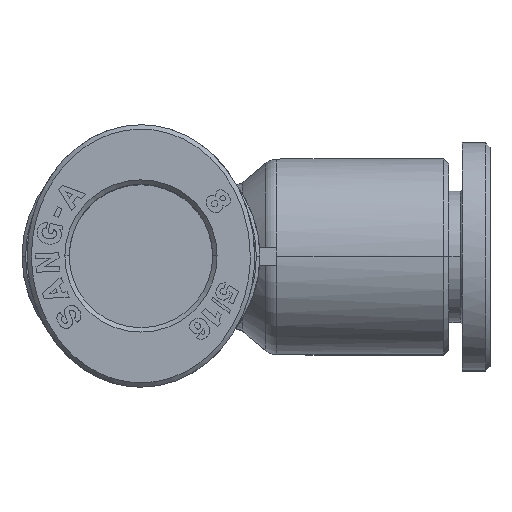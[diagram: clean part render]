
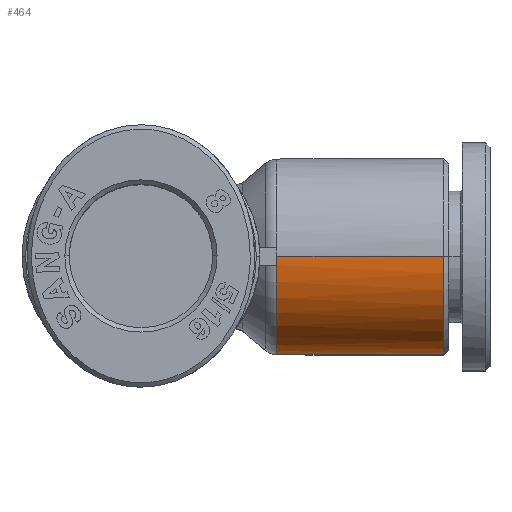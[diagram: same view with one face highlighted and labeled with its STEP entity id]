
A CAD part, top view. The second image highlights one B-rep face of the part: STEP entity #464.
In plain terms, the highlighted cylindrical face has radius 5.6 mm (diameter 11.2 mm), a partial arc.
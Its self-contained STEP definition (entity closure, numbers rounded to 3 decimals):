
#397=CARTESIAN_POINT('',(-2.0,0.0,11.65));
#398=DIRECTION('',(0.0,0.0,1.0));
#399=DIRECTION('',(-1.0,0.0,0.0));
#400=AXIS2_PLACEMENT_3D('',#397,#398,#399);
#401=CYLINDRICAL_SURFACE('',#400,5.6);
#402=CARTESIAN_POINT('',(-7.6,0.,7.715));
#403=VERTEX_POINT('',#402);
#404=CARTESIAN_POINT('',(-7.6,0.,17.25));
#405=VERTEX_POINT('',#404);
#406=CARTESIAN_POINT('',(-7.6,0.,7.715));
#407=DIRECTION('',(0.0,0.0,1.0));
#408=VECTOR('',#407,9.535);
#409=LINE('',#406,#408);
#410=EDGE_CURVE('',#403,#405,#409,.T.);
#411=ORIENTED_EDGE('',*,*,#410,.F.);
#412=CARTESIAN_POINT('',(-7.578,-0.5,7.715));
#413=VERTEX_POINT('',#412);
#414=CARTESIAN_POINT('',(-2.0,0.0,7.715));
#415=DIRECTION('',(0.0,0.0,-1.0));
#416=DIRECTION('',(1.0,0.0,0.0));
#417=AXIS2_PLACEMENT_3D('',#414,#415,#416);
#418=CIRCLE('',#417,5.6);
#419=EDGE_CURVE('',#413,#403,#418,.T.);
#420=ORIENTED_EDGE('',*,*,#419,.F.);
#421=CARTESIAN_POINT('',(3.578,-0.5,7.715));
#422=VERTEX_POINT('',#421);
#423=CARTESIAN_POINT('',(-2.0,0.0,7.715));
#424=DIRECTION('',(0.0,0.0,-1.0));
#425=DIRECTION('',(1.0,0.0,0.0));
#426=AXIS2_PLACEMENT_3D('',#423,#424,#425);
#427=CIRCLE('',#426,5.6);
#428=EDGE_CURVE('',#422,#413,#427,.T.);
#429=ORIENTED_EDGE('',*,*,#428,.F.);
#430=CARTESIAN_POINT('',(3.578,-0.5,15.95));
#431=VERTEX_POINT('',#430);
#432=CARTESIAN_POINT('',(3.578,-0.5,7.715));
#433=DIRECTION('',(0.0,0.0,1.0));
#434=VECTOR('',#433,8.235);
#435=LINE('',#432,#434);
#436=EDGE_CURVE('',#422,#431,#435,.T.);
#437=ORIENTED_EDGE('',*,*,#436,.T.);
#438=CARTESIAN_POINT('',(3.6,0.,15.95));
#439=VERTEX_POINT('',#438);
#440=CARTESIAN_POINT('',(-2.,0.,15.95));
#441=DIRECTION('',(0.0,0.0,-1.0));
#442=DIRECTION('',(-1.0,0.0,0.0));
#443=AXIS2_PLACEMENT_3D('',#440,#441,#442);
#444=CIRCLE('',#443,5.6);
#445=EDGE_CURVE('',#439,#431,#444,.T.);
#446=ORIENTED_EDGE('',*,*,#445,.F.);
#447=CARTESIAN_POINT('',(3.6,0.,17.25));
#448=VERTEX_POINT('',#447);
#449=CARTESIAN_POINT('',(3.6,0.,17.25));
#450=DIRECTION('',(0.0,0.0,-1.0));
#451=VECTOR('',#450,1.3);
#452=LINE('',#449,#451);
#453=EDGE_CURVE('',#448,#439,#452,.T.);
#454=ORIENTED_EDGE('',*,*,#453,.F.);
#455=CARTESIAN_POINT('',(-2.,0.,17.25));
#456=DIRECTION('',(0.0,0.0,1.0));
#457=DIRECTION('',(1.0,0.0,0.0));
#458=AXIS2_PLACEMENT_3D('',#455,#456,#457);
#459=CIRCLE('',#458,5.6);
#460=EDGE_CURVE('',#405,#448,#459,.T.);
#461=ORIENTED_EDGE('',*,*,#460,.F.);
#462=EDGE_LOOP('',(#411,#420,#429,#437,#446,#454,#461));
#463=FACE_OUTER_BOUND('',#462,.T.);
#464=ADVANCED_FACE('',(#463),#401,.T.);
